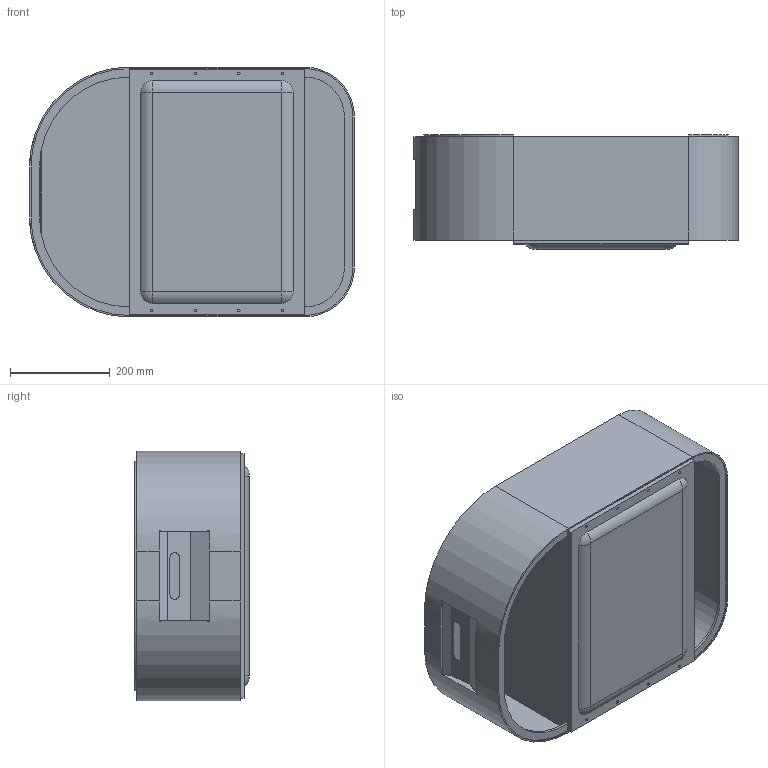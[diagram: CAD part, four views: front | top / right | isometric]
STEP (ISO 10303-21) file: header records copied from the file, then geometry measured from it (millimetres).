
FILE_DESCRIPTION(/* description */ ('STEP AP203'),/* implementation_level */ '2;1');
FILE_NAME(/* name */ 'ARRIBA.stp',/* time_stamp */ '2022-09-05T16:15:52-05:00',/* author */ ('User'),/* organization */ (''),/* preprocessor_version */ 'ST-DEVELOPER v18',/* originating_system */ 'Autodesk Inventor 2020',/* authorisation */ '');
FILE_SCHEMA (('AUTOMOTIVE_DESIGN { 1 0 10303 214 3 1 1 }'));
Length unit declared in the file: millimetre
Products named in the file (2): COMPLETO; Pieza14^Parte 1 chasis3
Assembly tree (1 placements, depth 2):
  COMPLETO
    Pieza14^Parte 1 chasis3
Bounding box: 650 x 229 x 500 mm (x, y, z)
Volume: 12645809.4 mm3; surface area: 1888937.6 mm2
Topology: 2 solids, 10 shells, 231 faces, 587 edges, 372 vertices
Faces by surface type: plane 167, cylinder 56, sphere 8
Full cylindrical faces by diameter (mm): 5 x16, 10 x2
Entity records: 6935 total; most frequent: DIRECTION 1211, CARTESIAN_POINT 1185, ORIENTED_EDGE 1158, EDGE_CURVE 579, LINE 415, VECTOR 415, AXIS2_PLACEMENT_3D 398, VERTEX_POINT 372
